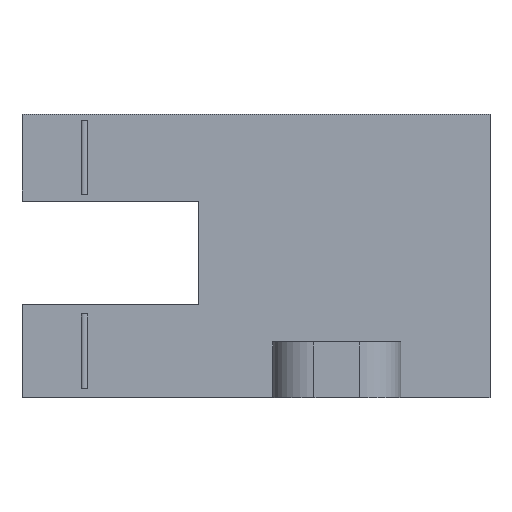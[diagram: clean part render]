
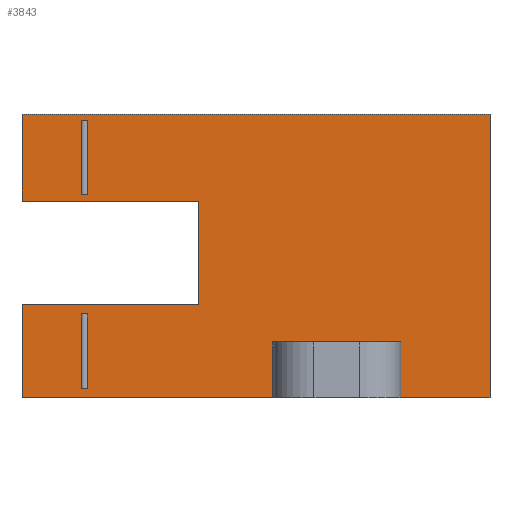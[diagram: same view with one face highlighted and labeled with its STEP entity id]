
A CAD part, left-side view. The second image highlights one B-rep face of the part: STEP entity #3843.
In plain terms, the highlighted planar face has unit normal (-1, 0, 0).
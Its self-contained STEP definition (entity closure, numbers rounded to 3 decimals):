
#872=DIRECTION('',(0.,0.,-1.));
#873=VECTOR('',#872,4.2);
#874=CARTESIAN_POINT('',(-0.035,17.214,6.85));
#875=LINE('',#874,#873);
#879=DIRECTION('',(0.,1.,0.));
#880=VECTOR('',#879,22.6);
#881=CARTESIAN_POINT('',(-0.035,-5.386,6.85));
#882=LINE('',#881,#880);
#886=DIRECTION('',(0.,0.,1.));
#887=VECTOR('',#886,13.7);
#888=CARTESIAN_POINT('',(-0.035,-5.386,-6.85));
#889=LINE('',#888,#887);
#893=DIRECTION('',(0.,-1.,0.));
#894=VECTOR('',#893,4.3);
#895=CARTESIAN_POINT('',(-0.035,-1.086,-6.85));
#896=LINE('',#895,#894);
#900=DIRECTION('',(0.,0.,1.));
#901=VECTOR('',#900,2.7);
#902=CARTESIAN_POINT('',(-0.035,5.114,-6.85));
#903=LINE('',#902,#901);
#907=DIRECTION('',(0.,-1.,0.));
#908=VECTOR('',#907,12.1);
#909=CARTESIAN_POINT('',(-0.035,17.214,-6.85));
#910=LINE('',#909,#908);
#914=DIRECTION('',(0.,0.,-1.));
#915=VECTOR('',#914,4.5);
#916=CARTESIAN_POINT('',(-0.035,17.214,-2.35));
#917=LINE('',#916,#915);
#935=DIRECTION('',(0.,1.,0.));
#936=VECTOR('',#935,8.5);
#937=CARTESIAN_POINT('',(-0.035,8.714,2.65));
#938=LINE('',#937,#936);
#1040=DIRECTION('',(0.,-1.,0.));
#1041=VECTOR('',#1040,8.5);
#1042=CARTESIAN_POINT('',(-0.035,17.214,-2.35));
#1043=LINE('',#1042,#1041);
#1166=DIRECTION('',(0.,0.,1.));
#1167=VECTOR('',#1166,5.);
#1168=CARTESIAN_POINT('',(-0.035,8.714,-2.35));
#1169=LINE('',#1168,#1167);
#1294=DIRECTION('',(0.,1.,0.));
#1295=VECTOR('',#1294,6.2);
#1296=CARTESIAN_POINT('',(-0.035,-1.086,-4.15));
#1297=LINE('',#1296,#1295);
#1339=DIRECTION('',(0.,0.,1.));
#1340=VECTOR('',#1339,2.7);
#1341=CARTESIAN_POINT('',(-0.035,-1.086,-6.85));
#1342=LINE('',#1341,#1340);
#1959=DIRECTION('',(0.,0.,1.));
#1960=VECTOR('',#1959,3.6);
#1961=CARTESIAN_POINT('',(-0.035,14.064,2.95));
#1962=LINE('',#1961,#1960);
#1966=DIRECTION('',(0.,0.,-1.));
#1967=VECTOR('',#1966,3.6);
#1968=CARTESIAN_POINT('',(-0.035,14.364,6.55));
#1969=LINE('',#1968,#1967);
#1981=DIRECTION('',(0.,1.,0.));
#1982=VECTOR('',#1981,0.3);
#1983=CARTESIAN_POINT('',(-0.035,14.064,6.55));
#1984=LINE('',#1983,#1982);
#1996=DIRECTION('',(0.,-1.,0.));
#1997=VECTOR('',#1996,0.3);
#1998=CARTESIAN_POINT('',(-0.035,14.364,2.95));
#1999=LINE('',#1998,#1997);
#2003=DIRECTION('',(0.,0.,1.));
#2004=VECTOR('',#2003,3.6);
#2005=CARTESIAN_POINT('',(-0.035,14.064,-6.4));
#2006=LINE('',#2005,#2004);
#2010=DIRECTION('',(0.,0.,-1.));
#2011=VECTOR('',#2010,3.6);
#2012=CARTESIAN_POINT('',(-0.035,14.364,-2.8));
#2013=LINE('',#2012,#2011);
#2025=DIRECTION('',(0.,1.,0.));
#2026=VECTOR('',#2025,0.3);
#2027=CARTESIAN_POINT('',(-0.035,14.064,-2.8));
#2028=LINE('',#2027,#2026);
#2040=DIRECTION('',(0.,-1.,0.));
#2041=VECTOR('',#2040,0.3);
#2042=CARTESIAN_POINT('',(-0.035,14.364,-6.4));
#2043=LINE('',#2042,#2041);
#2636=CARTESIAN_POINT('',(-0.035,14.364,6.55));
#2637=CARTESIAN_POINT('',(-0.035,14.064,6.55));
#2638=VERTEX_POINT('',#2636);
#2639=VERTEX_POINT('',#2637);
#2640=CARTESIAN_POINT('',(-0.035,14.364,2.95));
#2641=VERTEX_POINT('',#2640);
#2642=CARTESIAN_POINT('',(-0.035,14.064,2.95));
#2643=VERTEX_POINT('',#2642);
#2644=CARTESIAN_POINT('',(-0.035,14.364,-2.8));
#2645=CARTESIAN_POINT('',(-0.035,14.064,-2.8));
#2646=VERTEX_POINT('',#2644);
#2647=VERTEX_POINT('',#2645);
#2648=CARTESIAN_POINT('',(-0.035,14.364,-6.4));
#2649=VERTEX_POINT('',#2648);
#2650=CARTESIAN_POINT('',(-0.035,14.064,-6.4));
#2651=VERTEX_POINT('',#2650);
#2764=CARTESIAN_POINT('',(-0.035,17.214,-2.35));
#2765=VERTEX_POINT('',#2764);
#2766=CARTESIAN_POINT('',(-0.035,8.714,-2.35));
#2767=VERTEX_POINT('',#2766);
#2780=CARTESIAN_POINT('',(-0.035,8.714,2.65));
#2781=VERTEX_POINT('',#2780);
#2828=CARTESIAN_POINT('',(-0.035,-1.086,-4.15));
#2829=VERTEX_POINT('',#2828);
#2830=CARTESIAN_POINT('',(-0.035,5.114,-4.15));
#2831=VERTEX_POINT('',#2830);
#2880=CARTESIAN_POINT('',(-0.035,17.214,2.65));
#2881=VERTEX_POINT('',#2880);
#2882=CARTESIAN_POINT('',(-0.035,17.214,-6.85));
#2883=VERTEX_POINT('',#2882);
#2884=CARTESIAN_POINT('',(-0.035,5.114,-6.85));
#2885=VERTEX_POINT('',#2884);
#2886=CARTESIAN_POINT('',(-0.035,-1.086,-6.85));
#2887=VERTEX_POINT('',#2886);
#2888=CARTESIAN_POINT('',(-0.035,-5.386,-6.85));
#2889=VERTEX_POINT('',#2888);
#2890=CARTESIAN_POINT('',(-0.035,-5.386,6.85));
#2891=VERTEX_POINT('',#2890);
#2892=CARTESIAN_POINT('',(-0.035,17.214,6.85));
#2893=VERTEX_POINT('',#2892);
#3794=CARTESIAN_POINT('',(-0.035,-1.086,6.85));
#3795=DIRECTION('',(1.,0.,0.));
#3796=DIRECTION('',(0.,-1.,0.));
#3797=AXIS2_PLACEMENT_3D('',#3794,#3795,#3796);
#3798=PLANE('',#3797);
#3800=ORIENTED_EDGE('',*,*,#3799,.T.);
#3802=ORIENTED_EDGE('',*,*,#3801,.F.);
#3803=ORIENTED_EDGE('',*,*,#3787,.F.);
#3804=ORIENTED_EDGE('',*,*,#3321,.F.);
#3806=ORIENTED_EDGE('',*,*,#3805,.F.);
#3808=ORIENTED_EDGE('',*,*,#3807,.T.);
#3810=ORIENTED_EDGE('',*,*,#3809,.T.);
#3812=ORIENTED_EDGE('',*,*,#3811,.F.);
#3814=ORIENTED_EDGE('',*,*,#3813,.F.);
#3816=ORIENTED_EDGE('',*,*,#3815,.F.);
#3818=ORIENTED_EDGE('',*,*,#3817,.T.);
#3820=ORIENTED_EDGE('',*,*,#3819,.T.);
#3821=EDGE_LOOP('',(#3800,#3802,#3803,#3804,#3806,#3808,#3810,#3812,#3814,#3816,
#3818,#3820));
#3822=FACE_OUTER_BOUND('',#3821,.F.);
#3824=ORIENTED_EDGE('',*,*,#3823,.T.);
#3826=ORIENTED_EDGE('',*,*,#3825,.T.);
#3828=ORIENTED_EDGE('',*,*,#3827,.T.);
#3830=ORIENTED_EDGE('',*,*,#3829,.T.);
#3831=EDGE_LOOP('',(#3824,#3826,#3828,#3830));
#3832=FACE_BOUND('',#3831,.F.);
#3834=ORIENTED_EDGE('',*,*,#3833,.T.);
#3836=ORIENTED_EDGE('',*,*,#3835,.T.);
#3838=ORIENTED_EDGE('',*,*,#3837,.T.);
#3840=ORIENTED_EDGE('',*,*,#3839,.T.);
#3841=EDGE_LOOP('',(#3834,#3836,#3838,#3840));
#3842=FACE_BOUND('',#3841,.F.);
#3321=EDGE_CURVE('',#2889,#2891,#889,.T.);
#3787=EDGE_CURVE('',#2891,#2893,#882,.T.);
#3799=EDGE_CURVE('',#2781,#2881,#938,.T.);
#3801=EDGE_CURVE('',#2893,#2881,#875,.T.);
#3805=EDGE_CURVE('',#2887,#2889,#896,.T.);
#3807=EDGE_CURVE('',#2887,#2829,#1342,.T.);
#3809=EDGE_CURVE('',#2829,#2831,#1297,.T.);
#3811=EDGE_CURVE('',#2885,#2831,#903,.T.);
#3813=EDGE_CURVE('',#2883,#2885,#910,.T.);
#3815=EDGE_CURVE('',#2765,#2883,#917,.T.);
#3817=EDGE_CURVE('',#2765,#2767,#1043,.T.);
#3819=EDGE_CURVE('',#2767,#2781,#1169,.T.);
#3823=EDGE_CURVE('',#2638,#2641,#1969,.T.);
#3825=EDGE_CURVE('',#2641,#2643,#1999,.T.);
#3827=EDGE_CURVE('',#2643,#2639,#1962,.T.);
#3829=EDGE_CURVE('',#2639,#2638,#1984,.T.);
#3833=EDGE_CURVE('',#2646,#2649,#2013,.T.);
#3835=EDGE_CURVE('',#2649,#2651,#2043,.T.);
#3837=EDGE_CURVE('',#2651,#2647,#2006,.T.);
#3839=EDGE_CURVE('',#2647,#2646,#2028,.T.);
#3843=ADVANCED_FACE('',(#3822,#3832,#3842),#3798,.F.);
